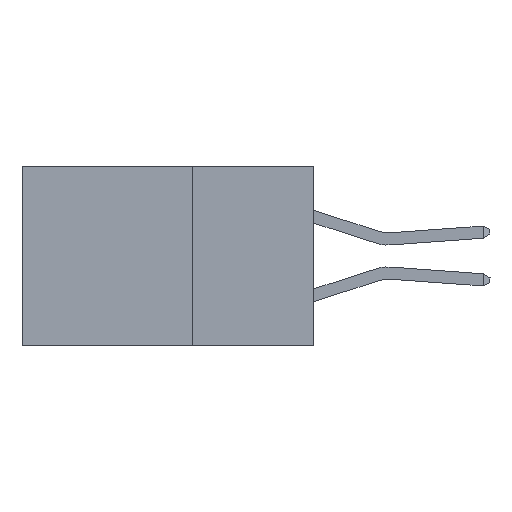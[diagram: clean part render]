
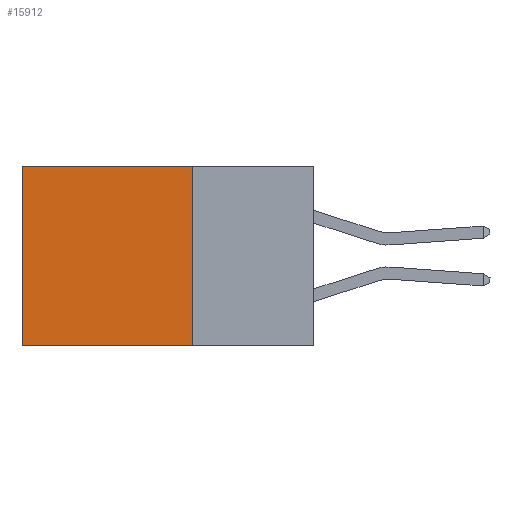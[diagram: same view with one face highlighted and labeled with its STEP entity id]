
A CAD part, left-side view. The second image highlights one B-rep face of the part: STEP entity #15912.
In plain terms, the highlighted planar face has unit normal (-1, 0, 0).
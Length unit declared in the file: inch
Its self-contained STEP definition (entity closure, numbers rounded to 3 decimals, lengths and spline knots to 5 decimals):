
#328 = AXIS2_PLACEMENT_3D ( 'NONE', #24719, #26810, #19472 ) ;
#1800 = LINE ( 'NONE', #10479, #7418 ) ;
#3421 = EDGE_LOOP ( 'NONE', ( #6013, #14439, #24108, #11966 ) ) ;
#5101 = LINE ( 'NONE', #19531, #28734 ) ;
#5109 = DIRECTION ( 'NONE',  ( 0., 0., -1. ) ) ;
#6013 = ORIENTED_EDGE ( 'NONE', *, *, #17967, .T. ) ;
#6297 = CARTESIAN_POINT ( 'NONE',  ( 0.2875, 0.25, 0. ) ) ;
#6540 = EDGE_CURVE ( 'NONE', #23357, #27417, #30995, .T. ) ;
#6915 = VERTEX_POINT ( 'NONE', #10919 ) ;
#7418 = VECTOR ( 'NONE', #29404, 39.37008 ) ;
#8539 = CARTESIAN_POINT ( 'NONE',  ( 0.2875, 0.25, 0. ) ) ;
#10479 = CARTESIAN_POINT ( 'NONE',  ( 0.2875, 0.25, -0.37 ) ) ;
#10919 = CARTESIAN_POINT ( 'NONE',  ( 0.2875, 0.25, -0.37 ) ) ;
#11966 = ORIENTED_EDGE ( 'NONE', *, *, #6540, .T. ) ;
#12260 = VECTOR ( 'NONE', #5109, 39.37008 ) ;
#13995 = CARTESIAN_POINT ( 'NONE',  ( 0.2875, 0.6, 0. ) ) ;
#14439 = ORIENTED_EDGE ( 'NONE', *, *, #18723, .F. ) ;
#14772 = PLANE ( 'NONE',  #328 ) ;
#14923 = DIRECTION ( 'NONE',  ( 0., 0., -1. ) ) ;
#15912 = ADVANCED_FACE ( 'NONE', ( #25179 ), #14772, .F. ) ;
#17967 = EDGE_CURVE ( 'NONE', #27417, #23975, #30254, .T. ) ;
#18240 = DIRECTION ( 'NONE',  ( 0., 1., 0. ) ) ;
#18723 = EDGE_CURVE ( 'NONE', #6915, #23975, #1800, .T. ) ;
#19472 = DIRECTION ( 'NONE',  ( 0., 0., -1. ) ) ;
#19531 = CARTESIAN_POINT ( 'NONE',  ( 0.2875, 0.25, 0. ) ) ;
#20479 = CARTESIAN_POINT ( 'NONE',  ( 0.2875, 0.6, -0.37 ) ) ;
#23357 = VERTEX_POINT ( 'NONE', #6297 ) ;
#23463 = VECTOR ( 'NONE', #18240, 39.37008 ) ;
#23688 = EDGE_CURVE ( 'NONE', #23357, #6915, #5101, .T. ) ;
#23975 = VERTEX_POINT ( 'NONE', #20479 ) ;
#24108 = ORIENTED_EDGE ( 'NONE', *, *, #23688, .F. ) ;
#24502 = CARTESIAN_POINT ( 'NONE',  ( 0.2875, 0.6, 0. ) ) ;
#24719 = CARTESIAN_POINT ( 'NONE',  ( 0.2875, 0.25, 0. ) ) ;
#25179 = FACE_OUTER_BOUND ( 'NONE', #3421, .T. ) ;
#26810 = DIRECTION ( 'NONE',  ( 1., 0., 0. ) ) ;
#27417 = VERTEX_POINT ( 'NONE', #13995 ) ;
#28734 = VECTOR ( 'NONE', #14923, 39.37008 ) ;
#29404 = DIRECTION ( 'NONE',  ( 0., 1., 0. ) ) ;
#30254 = LINE ( 'NONE', #24502, #12260 ) ;
#30995 = LINE ( 'NONE', #8539, #23463 ) ;
